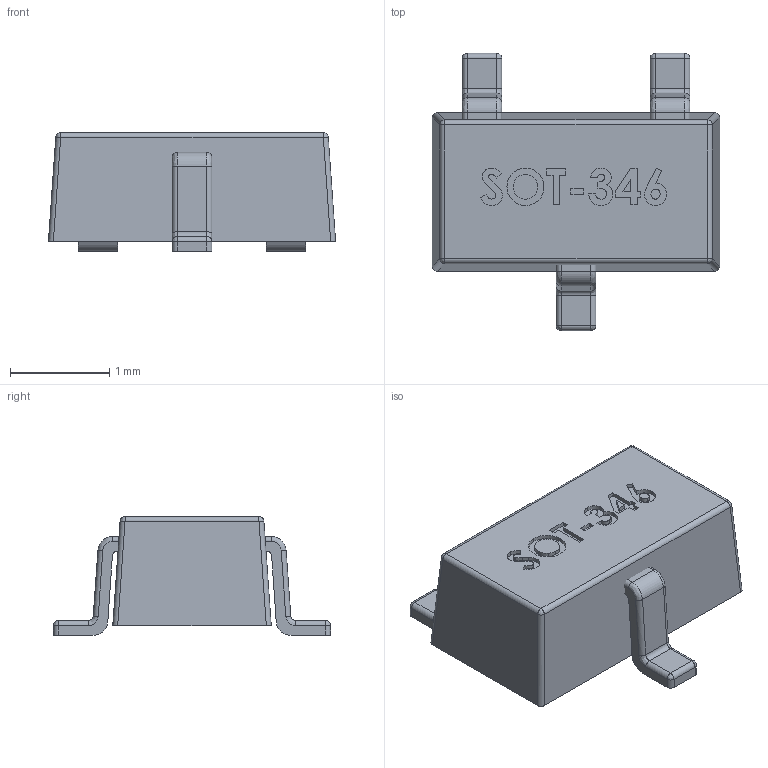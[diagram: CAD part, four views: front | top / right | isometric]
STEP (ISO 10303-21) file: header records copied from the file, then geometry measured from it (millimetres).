
FILE_DESCRIPTION (( 'STEP AP214' ), '1' );
FILE_NAME ('User Library-User Library-SOT-346T.STEP', '2021-08-31T21:27:29', ( '' ), ( '' ), 'SwSTEP 2.0', 'SolidWorks 2021', '' );
FILE_SCHEMA (( 'AUTOMOTIVE_DESIGN' ));
Length unit declared in the file: millimetre
Products named in the file (5): User Library-SOT-346T_27980_03; User Library-User Library-SOT-346T; User Library-SOT-346T_27980_02; User Library-SOT-346T_27980_01; User Library-SOT-346T_27980_04
Assembly tree (4 placements, depth 2):
  User Library-User Library-SOT-346T
    User Library-SOT-346T_27980_01
    User Library-SOT-346T_27980_02
    User Library-SOT-346T_27980_03
    User Library-SOT-346T_27980_04
Bounding box: 2.9 x 2.8 x 1.2 mm (x, y, z)
Volume: 5.1 mm3; surface area: 25.4 mm2
Topology: 4 solids, 4 shells, 193 faces, 481 edges, 296 vertices
Faces by surface type: plane 80, bspline 66, cylinder 47
Entity records: 8339 total; most frequent: CARTESIAN_POINT 3913, ORIENTED_EDGE 942, DIRECTION 721, EDGE_CURVE 471, VERTEX_POINT 296, VECTOR 277, LINE 277, AXIS2_PLACEMENT_3D 222
